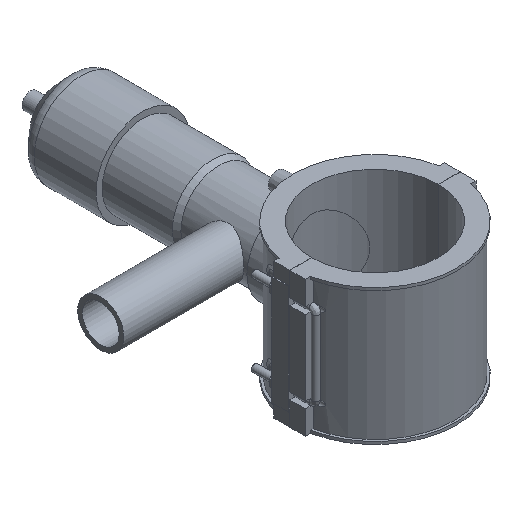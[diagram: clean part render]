
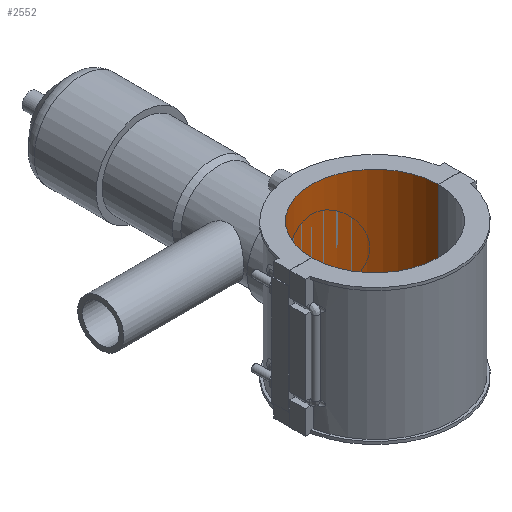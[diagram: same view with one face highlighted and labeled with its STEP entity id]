
A CAD part, isometric view. The second image highlights one B-rep face of the part: STEP entity #2552.
In plain terms, the highlighted cylindrical face has radius 55 mm (diameter 110 mm), a partial arc.
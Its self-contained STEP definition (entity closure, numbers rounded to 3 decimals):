
#337=FACE_OUTER_BOUND('',#530,.T.);
#530=EDGE_LOOP('',(#2250,#2251,#2252,#2253));
#738=LINE('',#4675,#953);
#766=LINE('',#4985,#981);
#953=VECTOR('',#3263,118.);
#981=VECTOR('',#3383,118.);
#1086=CIRCLE('',#2775,55.);
#1087=CIRCLE('',#2777,55.);
#1280=VERTEX_POINT('',#4672);
#1281=VERTEX_POINT('',#4674);
#1312=VERTEX_POINT('',#4982);
#1313=VERTEX_POINT('',#4984);
#1586=EDGE_CURVE('',#1281,#1280,#738,.T.);
#1640=EDGE_CURVE('',#1313,#1312,#766,.T.);
#1643=EDGE_CURVE('',#1281,#1312,#1086,.T.);
#1644=EDGE_CURVE('',#1313,#1280,#1087,.T.);
#2250=ORIENTED_EDGE('',*,*,#1640,.T.);
#2251=ORIENTED_EDGE('',*,*,#1643,.F.);
#2252=ORIENTED_EDGE('',*,*,#1586,.T.);
#2253=ORIENTED_EDGE('',*,*,#1644,.F.);
#2419=CYLINDRICAL_SURFACE('',#2778,55.);
#2552=ADVANCED_FACE('',(#337),#2419,.F.);
#2775=AXIS2_PLACEMENT_3D('',#4990,#3388,#3389);
#2777=AXIS2_PLACEMENT_3D('',#4992,#3392,#3393);
#2778=AXIS2_PLACEMENT_3D('',#4995,#3396,#3397);
#3263=DIRECTION('',(0.,0.,-1.));
#3383=DIRECTION('',(0.,0.,1.));
#3388=DIRECTION('center_axis',(0.,0.,-1.));
#3389=DIRECTION('ref_axis',(-1.,0.,0.));
#3392=DIRECTION('center_axis',(0.,0.,1.));
#3393=DIRECTION('ref_axis',(-1.,0.,0.));
#3396=DIRECTION('center_axis',(0.,0.,1.));
#3397=DIRECTION('ref_axis',(-1.,0.,0.));
#4672=CARTESIAN_POINT('',(-55.,0.05,-59.));
#4674=CARTESIAN_POINT('',(-55.,0.05,59.));
#4675=CARTESIAN_POINT('',(-55.,0.05,0.));
#4982=CARTESIAN_POINT('',(55.,0.05,59.));
#4984=CARTESIAN_POINT('',(55.,0.05,-59.));
#4985=CARTESIAN_POINT('',(55.,0.05,0.));
#4990=CARTESIAN_POINT('Origin',(0.,0.,59.));
#4992=CARTESIAN_POINT('Origin',(0.,0.,-59.));
#4995=CARTESIAN_POINT('Origin',(0.,0.,0.));
